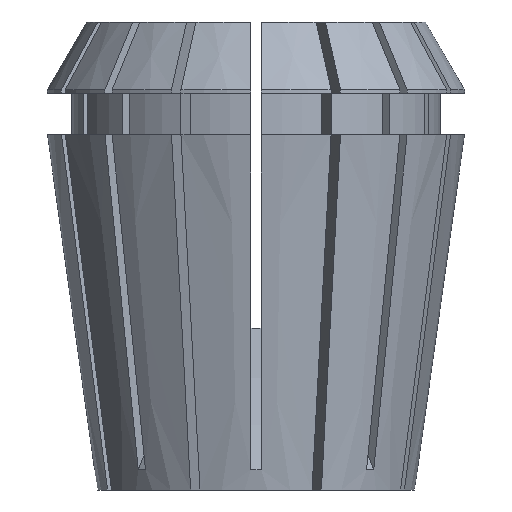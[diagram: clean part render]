
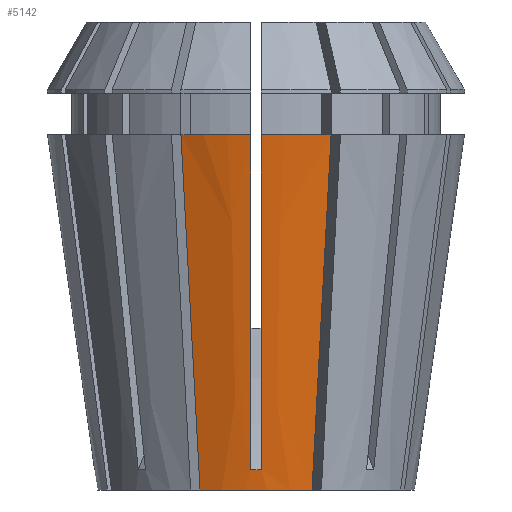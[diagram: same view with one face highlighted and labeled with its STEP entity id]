
A CAD part, left-side view. The second image highlights one B-rep face of the part: STEP entity #5142.
In plain terms, the highlighted conical face has half-angle 8 degrees and reference radius 15.595 mm.
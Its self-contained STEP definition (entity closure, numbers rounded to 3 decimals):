
#30 = CARTESIAN_POINT ( 'NONE',  ( -15.87, 0.5, 2.01 ) ) ;
#79 = CARTESIAN_POINT ( 'NONE',  ( 0., 0., 34.9 ) ) ;
#135 = CARTESIAN_POINT ( 'NONE',  ( -17.511, -0.5, 13.678 ) ) ;
#185 = B_SPLINE_CURVE_WITH_KNOTS ( 'NONE', 3,
 ( #5774, #3358, #2348, #397, #2396, #3004, #3955, #505, #2497, #2014 ),
 .UNSPECIFIED., .F., .F.,
 ( 4, 3, 3, 4 ),
 ( 0.076, 0.079, 0.107, 0.109 ),
 .UNSPECIFIED. ) ;
#222 = CARTESIAN_POINT ( 'NONE',  ( -19.126, -7.381, 34.9 ) ) ;
#293 = AXIS2_PLACEMENT_3D ( 'NONE', #2717, #3245, #4249 ) ;
#317 = EDGE_LOOP ( 'NONE', ( #2932, #1257, #3671, #4438, #5455, #4344, #2807, #5896 ) ) ;
#397 = CARTESIAN_POINT ( 'NONE',  ( -20.15, 0.5, 32.452 ) ) ;
#505 = CARTESIAN_POINT ( 'NONE',  ( -16.084, 0.5, 3.53 ) ) ;
#510 = CARTESIAN_POINT ( 'NONE',  ( -15.879, -0.167, 1.997 ) ) ;
#662 = AXIS2_PLACEMENT_3D ( 'NONE', #1157, #3502, #2066 ) ;
#732 = EDGE_CURVE ( 'NONE', #939, #3585, #185, .T. ) ;
#737 = VERTEX_POINT ( 'NONE', #2480 ) ;
#738 = EDGE_CURVE ( 'NONE', #939, #1742, #3771, .T. ) ;
#939 = VERTEX_POINT ( 'NONE', #5657 ) ;
#1052 = CARTESIAN_POINT ( 'NONE',  ( -15.87, -0.5, 2.01 ) ) ;
#1071 = CARTESIAN_POINT ( 'NONE',  ( -20.38, -0.5, 34.084 ) ) ;
#1093 = CARTESIAN_POINT ( 'NONE',  ( -15.977, -0.5, 2.77 ) ) ;
#1157 = CARTESIAN_POINT ( 'NONE',  ( 0., 0., 0. ) ) ;
#1211 = CONICAL_SURFACE ( 'NONE', #293, 15.595, 0.14 ) ;
#1257 = ORIENTED_EDGE ( 'NONE', *, *, #2059, .T. ) ;
#1489 = CARTESIAN_POINT ( 'NONE',  ( -14.592, 5.503, 0. ) ) ;
#1495 = CARTESIAN_POINT ( 'NONE',  ( -17.615, -6.755, 23.267 ) ) ;
#1545 = VERTEX_POINT ( 'NONE', #222 ) ;
#1561 = VERTEX_POINT ( 'NONE', #6073 ) ;
#1598 = B_SPLINE_CURVE_WITH_KNOTS ( 'NONE', 3,
 ( #4879, #1495, #4554, #2038 ),
 .UNSPECIFIED., .F., .F.,
 ( 4, 4 ),
 ( 0., 0.035 ),
 .UNSPECIFIED. ) ;
#1670 = B_SPLINE_CURVE_WITH_KNOTS ( 'NONE', 3,
 ( #4795, #1871, #510, #2863 ),
 .UNSPECIFIED., .F., .F.,
 ( 4, 4 ),
 ( 0., 0.001 ),
 .UNSPECIFIED. ) ;
#1742 = VERTEX_POINT ( 'NONE', #5351 ) ;
#1801 = EDGE_CURVE ( 'NONE', #1545, #4534, #1598, .T. ) ;
#1871 = CARTESIAN_POINT ( 'NONE',  ( -15.879, 0.167, 1.997 ) ) ;
#2000 = CARTESIAN_POINT ( 'NONE',  ( -16.191, -0.5, 4.29 ) ) ;
#2006 = DIRECTION ( 'NONE',  ( 0., 0., -1. ) ) ;
#2014 = CARTESIAN_POINT ( 'NONE',  ( -15.87, 0.5, 2.01 ) ) ;
#2038 = CARTESIAN_POINT ( 'NONE',  ( -14.592, -5.503, 0. ) ) ;
#2059 = EDGE_CURVE ( 'NONE', #1742, #1561, #3668, .T. ) ;
#2066 = DIRECTION ( 'NONE',  ( -1., 0., 0. ) ) ;
#2125 = CARTESIAN_POINT ( 'NONE',  ( -15.87, -0.5, 2.01 ) ) ;
#2348 = CARTESIAN_POINT ( 'NONE',  ( -20.265, 0.5, 33.268 ) ) ;
#2396 = CARTESIAN_POINT ( 'NONE',  ( -18.83, 0.5, 23.065 ) ) ;
#2480 = CARTESIAN_POINT ( 'NONE',  ( -20.494, -0.5, 34.9 ) ) ;
#2497 = CARTESIAN_POINT ( 'NONE',  ( -15.977, 0.5, 2.77 ) ) ;
#2523 = CARTESIAN_POINT ( 'NONE',  ( -20.494, -0.5, 34.9 ) ) ;
#2557 = CIRCLE ( 'NONE', #2928, 20.5 ) ;
#2717 = CARTESIAN_POINT ( 'NONE',  ( 0., 0., 0. ) ) ;
#2807 = ORIENTED_EDGE ( 'NONE', *, *, #5794, .F. ) ;
#2863 = CARTESIAN_POINT ( 'NONE',  ( -15.87, -0.5, 2.01 ) ) ;
#2928 = AXIS2_PLACEMENT_3D ( 'NONE', #4991, #2006, #4480 ) ;
#2932 = ORIENTED_EDGE ( 'NONE', *, *, #738, .T. ) ;
#2967 = CARTESIAN_POINT ( 'NONE',  ( -14.592, -5.503, 0. ) ) ;
#2983 = CARTESIAN_POINT ( 'NONE',  ( -18.83, -0.5, 23.065 ) ) ;
#3004 = CARTESIAN_POINT ( 'NONE',  ( -17.511, 0.5, 13.678 ) ) ;
#3055 = CARTESIAN_POINT ( 'NONE',  ( -16.084, -0.5, 3.53 ) ) ;
#3245 = DIRECTION ( 'NONE',  ( 0., 0., 1. ) ) ;
#3358 = CARTESIAN_POINT ( 'NONE',  ( -20.38, 0.5, 34.084 ) ) ;
#3435 = CARTESIAN_POINT ( 'NONE',  ( -19.126, 7.381, 34.9 ) ) ;
#3502 = DIRECTION ( 'NONE',  ( 0., 0., -1. ) ) ;
#3515 = DIRECTION ( 'NONE',  ( -1., 0., 0. ) ) ;
#3585 = VERTEX_POINT ( 'NONE', #30 ) ;
#3668 = B_SPLINE_CURVE_WITH_KNOTS ( 'NONE', 3,
 ( #3435, #5883, #5410, #1489 ),
 .UNSPECIFIED., .F., .F.,
 ( 4, 4 ),
 ( 0., 0.035 ),
 .UNSPECIFIED. ) ;
#3671 = ORIENTED_EDGE ( 'NONE', *, *, #5927, .F. ) ;
#3705 = EDGE_CURVE ( 'NONE', #737, #5052, #5514, .T. ) ;
#3771 = CIRCLE ( 'NONE', #4305, 20.5 ) ;
#3955 = CARTESIAN_POINT ( 'NONE',  ( -16.191, 0.5, 4.29 ) ) ;
#4007 = DIRECTION ( 'NONE',  ( 0., 0., -1. ) ) ;
#4249 = DIRECTION ( 'NONE',  ( 1., 0., 0. ) ) ;
#4305 = AXIS2_PLACEMENT_3D ( 'NONE', #79, #4007, #3515 ) ;
#4344 = ORIENTED_EDGE ( 'NONE', *, *, #3705, .T. ) ;
#4438 = ORIENTED_EDGE ( 'NONE', *, *, #1801, .F. ) ;
#4471 = EDGE_CURVE ( 'NONE', #1545, #737, #2557, .T. ) ;
#4480 = DIRECTION ( 'NONE',  ( -1., 0., 0. ) ) ;
#4534 = VERTEX_POINT ( 'NONE', #2967 ) ;
#4554 = CARTESIAN_POINT ( 'NONE',  ( -16.104, -6.129, 11.633 ) ) ;
#4627 = FACE_OUTER_BOUND ( 'NONE', #317, .T. ) ;
#4795 = CARTESIAN_POINT ( 'NONE',  ( -15.87, 0.5, 2.01 ) ) ;
#4848 = CIRCLE ( 'NONE', #662, 15.595 ) ;
#4879 = CARTESIAN_POINT ( 'NONE',  ( -19.126, -7.381, 34.9 ) ) ;
#4991 = CARTESIAN_POINT ( 'NONE',  ( 0., 0., 34.9 ) ) ;
#5052 = VERTEX_POINT ( 'NONE', #2125 ) ;
#5142 = ADVANCED_FACE ( 'NONE', ( #4627 ), #1211, .T. ) ;
#5351 = CARTESIAN_POINT ( 'NONE',  ( -19.126, 7.381, 34.9 ) ) ;
#5410 = CARTESIAN_POINT ( 'NONE',  ( -16.104, 6.129, 11.633 ) ) ;
#5455 = ORIENTED_EDGE ( 'NONE', *, *, #4471, .T. ) ;
#5462 = CARTESIAN_POINT ( 'NONE',  ( -20.265, -0.5, 33.268 ) ) ;
#5499 = CARTESIAN_POINT ( 'NONE',  ( -20.15, -0.5, 32.452 ) ) ;
#5514 = B_SPLINE_CURVE_WITH_KNOTS ( 'NONE', 3,
 ( #2523, #1071, #5462, #5499, #2983, #135, #2000, #3055, #1093, #1052 ),
 .UNSPECIFIED., .F., .F.,
 ( 4, 3, 3, 4 ),
 ( 0.076, 0.079, 0.107, 0.109 ),
 .UNSPECIFIED. ) ;
#5657 = CARTESIAN_POINT ( 'NONE',  ( -20.494, 0.5, 34.9 ) ) ;
#5774 = CARTESIAN_POINT ( 'NONE',  ( -20.494, 0.5, 34.9 ) ) ;
#5794 = EDGE_CURVE ( 'NONE', #3585, #5052, #1670, .T. ) ;
#5883 = CARTESIAN_POINT ( 'NONE',  ( -17.615, 6.755, 23.267 ) ) ;
#5896 = ORIENTED_EDGE ( 'NONE', *, *, #732, .F. ) ;
#5927 = EDGE_CURVE ( 'NONE', #4534, #1561, #4848, .T. ) ;
#6073 = CARTESIAN_POINT ( 'NONE',  ( -14.592, 5.503, 0. ) ) ;
